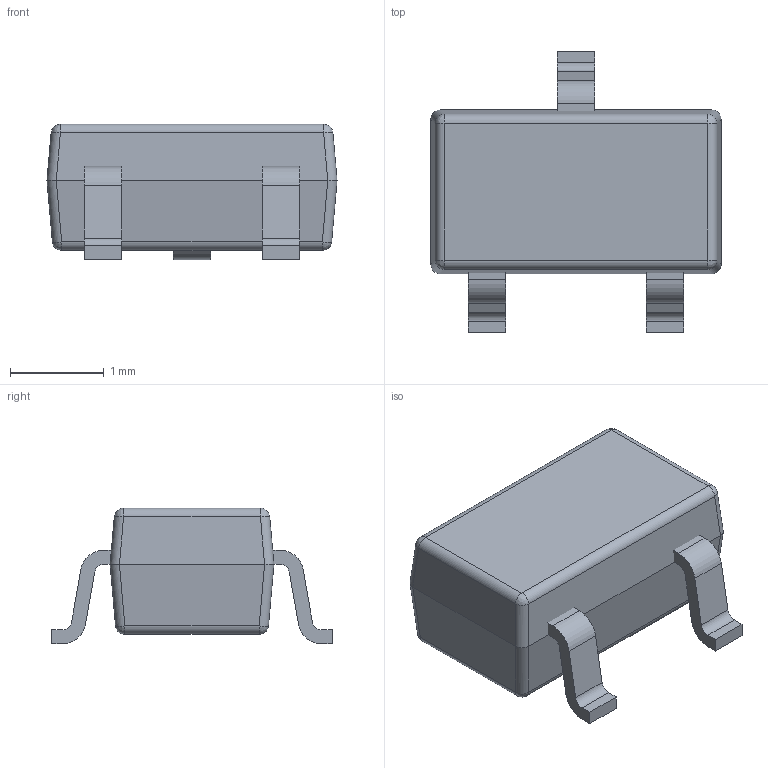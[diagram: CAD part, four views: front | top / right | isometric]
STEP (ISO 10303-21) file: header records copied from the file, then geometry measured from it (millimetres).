
FILE_DESCRIPTION(('STEP AP214'), '1');
FILE_NAME('SC-59A', '', ('UNSPECIFIED'), ('UNSPECIFIED'), 'ASCON STEP Converter 1.3', 'ASCON Math Kernel', '');
FILE_SCHEMA(('AUTOMOTIVE_DESIGN { 1 0 10303 214 3 1 1}'));
Length unit declared in the file: millimetre
Bounding box: 3.1 x 3 x 1.45 mm (x, y, z)
Volume: 7.2 mm3; surface area: 26.9 mm2
Topology: 4 solids, 4 shells, 76 faces, 192 edges, 119 vertices
Faces by surface type: plane 40, cylinder 28, bspline 8
Entity records: 2955 total; most frequent: CARTESIAN_POINT 513, DIRECTION 366, ORIENTED_EDGE 344, EDGE_CURVE 172, LINE 132, VECTOR 132, AXIS2_PLACEMENT_3D 117, VERTEX_POINT 104
